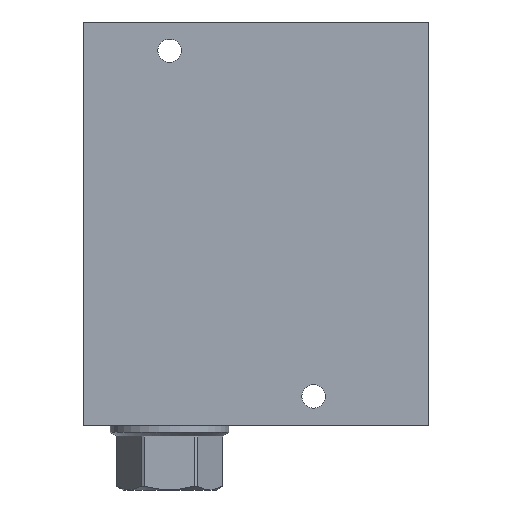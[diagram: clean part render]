
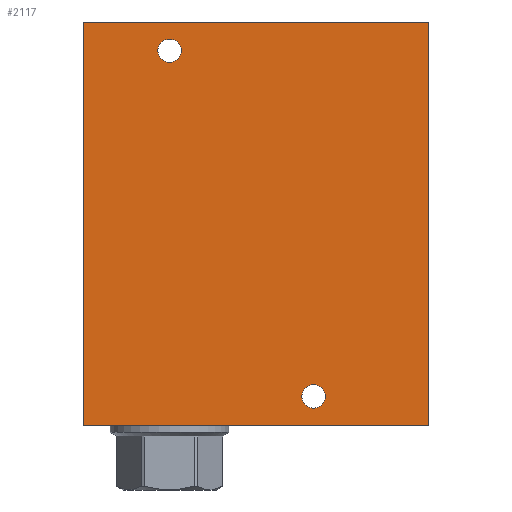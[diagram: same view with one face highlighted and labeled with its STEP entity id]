
A CAD part, front view. The second image highlights one B-rep face of the part: STEP entity #2117.
In plain terms, the highlighted planar face has unit normal (0, -1, 0).
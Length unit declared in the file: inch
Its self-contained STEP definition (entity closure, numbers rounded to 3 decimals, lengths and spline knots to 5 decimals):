
#5=DIRECTION('',(1.,0.,0.));
#6=VECTOR('',#5,6.);
#7=CARTESIAN_POINT('',(0.,-3.,0.));
#8=LINE('',#7,#6);
#75=DIRECTION('',(0.,0.,1.));
#76=VECTOR('',#75,7.);
#77=CARTESIAN_POINT('',(6.,-3.,0.));
#78=LINE('',#77,#76);
#99=DIRECTION('',(0.,0.,1.));
#100=VECTOR('',#99,7.);
#101=CARTESIAN_POINT('',(0.,-3.,0.));
#102=LINE('',#101,#100);
#103=CARTESIAN_POINT('',(1.5,-3.,6.5));
#104=DIRECTION('',(0.,-1.,0.));
#105=DIRECTION('',(-1.,0.,0.));
#106=AXIS2_PLACEMENT_3D('',#103,#104,#105);
#108=CARTESIAN_POINT('',(1.5,-3.,6.5));
#109=DIRECTION('',(0.,-1.,0.));
#110=DIRECTION('',(1.,0.,0.));
#111=AXIS2_PLACEMENT_3D('',#108,#109,#110);
#113=CARTESIAN_POINT('',(4.,-3.,0.5));
#114=DIRECTION('',(0.,-1.,0.));
#115=DIRECTION('',(-1.,0.,0.));
#116=AXIS2_PLACEMENT_3D('',#113,#114,#115);
#118=CARTESIAN_POINT('',(4.,-3.,0.5));
#119=DIRECTION('',(0.,-1.,0.));
#120=DIRECTION('',(1.,0.,0.));
#121=AXIS2_PLACEMENT_3D('',#118,#119,#120);
#135=DIRECTION('',(1.,0.,0.));
#136=VECTOR('',#135,6.);
#137=CARTESIAN_POINT('',(0.,-3.,7.));
#138=LINE('',#137,#136);
#1727=CARTESIAN_POINT('',(0.,-3.,0.));
#1729=VERTEX_POINT('',#1727);
#1730=CARTESIAN_POINT('',(6.,-3.,0.));
#1731=VERTEX_POINT('',#1730);
#1735=CARTESIAN_POINT('',(0.,-3.,7.));
#1737=VERTEX_POINT('',#1735);
#1738=CARTESIAN_POINT('',(6.,-3.,7.));
#1739=VERTEX_POINT('',#1738);
#1881=CARTESIAN_POINT('',(1.297,-3.,6.5));
#1882=CARTESIAN_POINT('',(1.703,-3.,6.5));
#1883=VERTEX_POINT('',#1881);
#1884=VERTEX_POINT('',#1882);
#1889=CARTESIAN_POINT('',(3.797,-3.,0.5));
#1890=CARTESIAN_POINT('',(4.203,-3.,0.5));
#1891=VERTEX_POINT('',#1889);
#1892=VERTEX_POINT('',#1890);
#2093=CARTESIAN_POINT('',(0.,-3.,0.));
#2094=DIRECTION('',(0.,-1.,0.));
#2095=DIRECTION('',(1.,0.,0.));
#2096=AXIS2_PLACEMENT_3D('',#2093,#2094,#2095);
#2097=PLANE('',#2096);
#2098=ORIENTED_EDGE('',*,*,#1999,.F.);
#2099=ORIENTED_EDGE('',*,*,#2024,.T.);
#2101=ORIENTED_EDGE('',*,*,#2100,.T.);
#2102=ORIENTED_EDGE('',*,*,#2073,.F.);
#2103=EDGE_LOOP('',(#2098,#2099,#2101,#2102));
#2104=FACE_OUTER_BOUND('',#2103,.F.);
#2106=ORIENTED_EDGE('',*,*,#2105,.T.);
#2108=ORIENTED_EDGE('',*,*,#2107,.T.);
#2109=EDGE_LOOP('',(#2106,#2108));
#2110=FACE_BOUND('',#2109,.F.);
#2112=ORIENTED_EDGE('',*,*,#2111,.T.);
#2114=ORIENTED_EDGE('',*,*,#2113,.T.);
#2115=EDGE_LOOP('',(#2112,#2114));
#2116=FACE_BOUND('',#2115,.F.);
#2117=ADVANCED_FACE('',(#2104,#2110,#2116),#2097,.T.);
#107=CIRCLE('',#106,0.203);
#112=CIRCLE('',#111,0.203);
#117=CIRCLE('',#116,0.203);
#122=CIRCLE('',#121,0.203);
#1999=EDGE_CURVE('',#1729,#1731,#8,.T.);
#2024=EDGE_CURVE('',#1729,#1737,#102,.T.);
#2073=EDGE_CURVE('',#1731,#1739,#78,.T.);
#2100=EDGE_CURVE('',#1737,#1739,#138,.T.);
#2105=EDGE_CURVE('',#1883,#1884,#107,.T.);
#2107=EDGE_CURVE('',#1884,#1883,#112,.T.);
#2111=EDGE_CURVE('',#1891,#1892,#117,.T.);
#2113=EDGE_CURVE('',#1892,#1891,#122,.T.);
